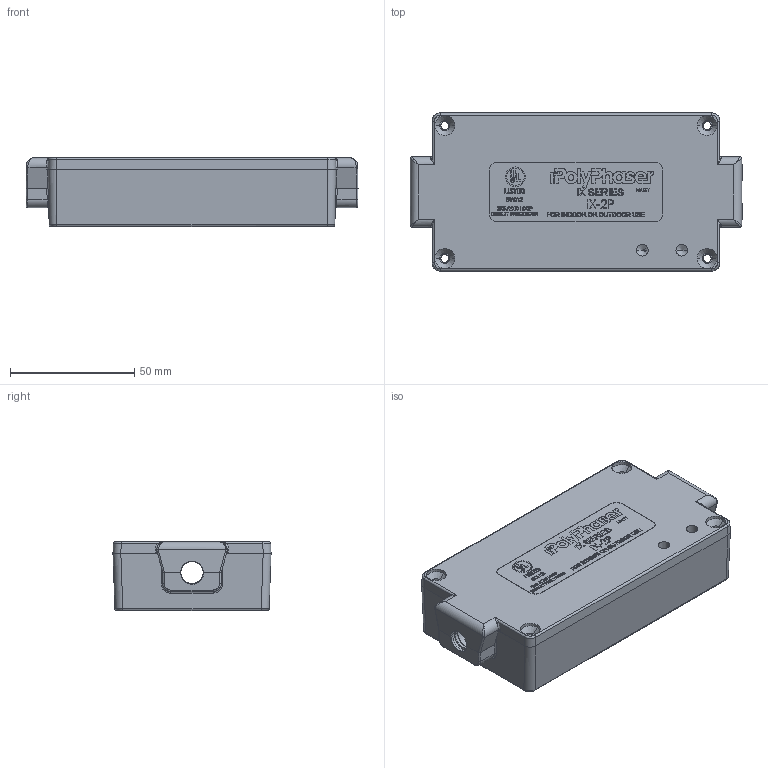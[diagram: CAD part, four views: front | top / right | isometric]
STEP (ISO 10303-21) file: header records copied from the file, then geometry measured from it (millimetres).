
FILE_DESCRIPTION (( 'STEP AP214' ), '1' );
FILE_NAME ('IX-2P.STEP', '2019-07-30T16:40:52', ( '' ), ( '' ), 'SwSTEP 2.0', 'SolidWorks 2019', '' );
FILE_SCHEMA (( 'AUTOMOTIVE_DESIGN' ));
Length unit declared in the file: inch
Products named in the file (14): 9500-0041; 5331-0012; IX-2P; 7040-0109; 7020-3102; 7020-3018; 5331-0012-01; 5331-0013; 5331-0013-01
Assembly tree (8 placements, depth 4):
  IX-2P
    5331-0012-01
      5331-0012
    9500-0041
      5331-0013-01
        5331-0013
      7040-0109
    7020-3102
    7020-3018
  7040-0109
  7020-3102
  7020-3018
  5331-0012
Bounding box: 133.35 x 63.5 x 27.75 mm (x, y, z)
Volume: 85424.4 mm3; surface area: 65143.2 mm2
Topology: 5 solids, 5 shells, 5264 faces, 14262 edges, 9379 vertices
Faces by surface type: plane 4006, bspline 810, cylinder 408, cone 40
Entity records: 224509 total; most frequent: CARTESIAN_POINT 80870, ORIENTED_EDGE 28448, DIRECTION 22185, EDGE_CURVE 14224, LINE 11785, VECTOR 11785, VERTEX_POINT 9379, EDGE_LOOP 5695
